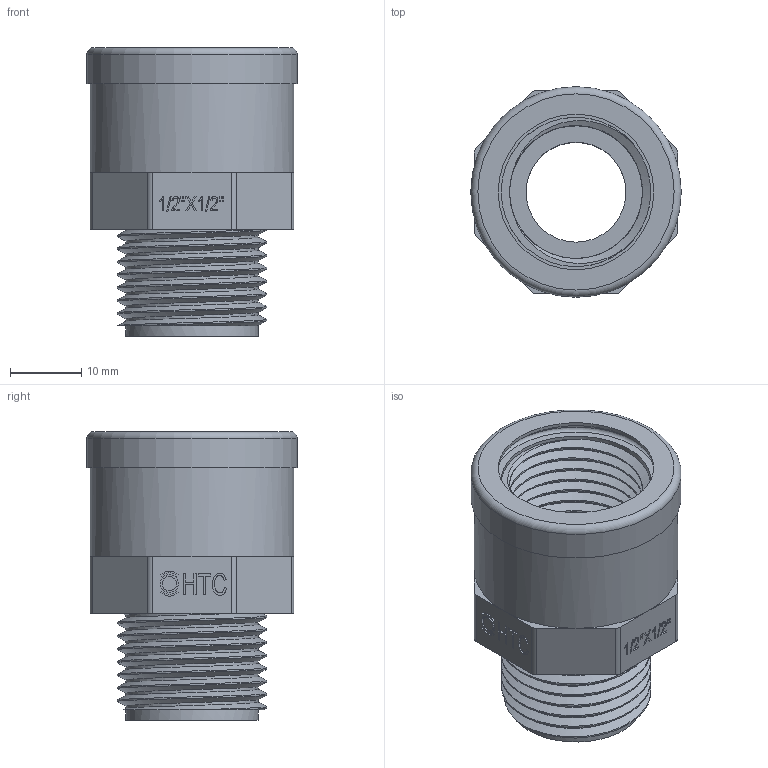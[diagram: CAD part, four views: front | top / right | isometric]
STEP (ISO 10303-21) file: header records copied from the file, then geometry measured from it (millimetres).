
FILE_DESCRIPTION(/* description */ (''),/* implementation_level */ '2;1');
FILE_NAME(/* name */ 'Z1A020020+铁圈.stp',/* time_stamp */ '2025-05-15T16:15:53+08:00',/* author */ (''),/* organization */ (''),/* preprocessor_version */ 'ST-DEVELOPER v16.7',/* originating_system */ 'SIEMENS PLM Software NX 12.0',/* authorisation */ '');
FILE_SCHEMA (('AUTOMOTIVE_DESIGN { 1 0 10303 214 3 1 1 1 }'));
Length unit declared in the file: millimetre
Products named in the file (1): Admi0674FAD7a5e5
Bounding box: 29.5 x 29.5 x 40.5 mm (x, y, z)
Volume: 11859.8 mm3; surface area: 9258.5 mm2
Topology: 2 solids, 2 shells, 334 faces, 878 edges, 582 vertices
Faces by surface type: plane 186, extrusion 100, cylinder 40, torus 4, bspline 4
Full cylindrical faces by diameter (mm): 2 x1, 2.5 x1, 14 x1, 18.631 x7, 20.955 x9, 21.8 x1, 24 x1, 28.5 x2, 29.5 x1
Entity records: 14048 total; most frequent: CARTESIAN_POINT 7141, ORIENTED_EDGE 1622, DIRECTION 936, EDGE_CURVE 811, B_SPLINE_CURVE_WITH_KNOTS 566, VERTEX_POINT 545, VECTOR 384, EDGE_LOOP 370
